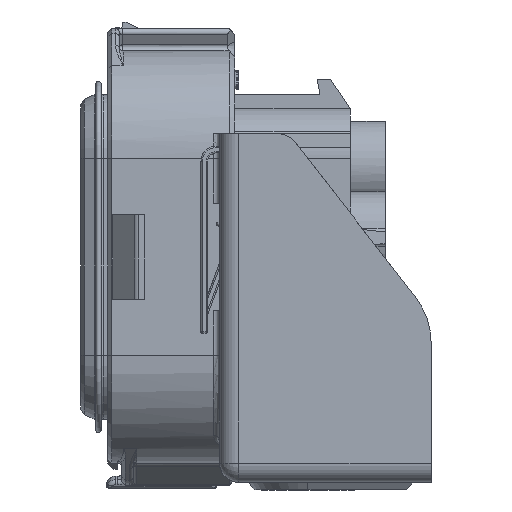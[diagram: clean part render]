
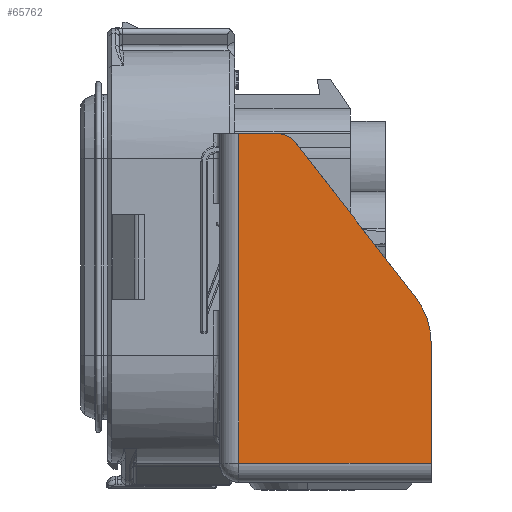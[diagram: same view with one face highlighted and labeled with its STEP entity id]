
A CAD part, left-side view. The second image highlights one B-rep face of the part: STEP entity #65762.
In plain terms, the highlighted planar face has unit normal (-1, 0, 0).
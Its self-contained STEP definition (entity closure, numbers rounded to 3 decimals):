
#9812=DIRECTION('',(0.,0.,1.));
#9813=VECTOR('',#9812,15.5);
#9814=CARTESIAN_POINT('',(-81.5,-36.,-26.75));
#9815=LINE('',#9814,#9813);
#19427=DIRECTION('',(0.,1.,0.));
#19428=VECTOR('',#19427,5.);
#19429=CARTESIAN_POINT('',(-81.5,-16.,16.));
#19430=LINE('',#19429,#19428);
#19440=DIRECTION('',(0.,0.,1.));
#19441=VECTOR('',#19440,42.75);
#19442=CARTESIAN_POINT('',(-81.5,-11.,-26.75));
#19443=LINE('',#19442,#19441);
#19444=CARTESIAN_POINT('',(-81.5,-16.,13.));
#19445=DIRECTION('',(1.,0.,0.));
#19446=DIRECTION('',(0.,0.,1.));
#19447=AXIS2_PLACEMENT_3D('',#19444,#19445,#19446);
#19449=DIRECTION('',(0.,-0.614,-0.789));
#19450=VECTOR('',#19449,25.28);
#19451=CARTESIAN_POINT('',(-81.5,-18.368,14.842));
#19452=LINE('',#19451,#19450);
#19453=CARTESIAN_POINT('',(-81.5,-26.,-11.25));
#19454=DIRECTION('',(1.,0.,0.));
#19455=DIRECTION('',(0.,-0.789,0.614));
#19456=AXIS2_PLACEMENT_3D('',#19453,#19454,#19455);
#19458=DIRECTION('',(0.,-1.,0.));
#19459=VECTOR('',#19458,25.);
#19460=CARTESIAN_POINT('',(-81.5,-11.,-26.75));
#19461=LINE('',#19460,#19459);
#31469=CARTESIAN_POINT('',(-81.5,-18.368,14.842));
#31470=CARTESIAN_POINT('',(-81.5,-33.892,-5.109));
#31471=VERTEX_POINT('',#31469);
#31472=VERTEX_POINT('',#31470);
#31473=CARTESIAN_POINT('',(-81.5,-16.,16.));
#31474=VERTEX_POINT('',#31473);
#31475=CARTESIAN_POINT('',(-81.5,-36.,-11.25));
#31476=VERTEX_POINT('',#31475);
#31485=CARTESIAN_POINT('',(-81.5,-36.,-26.75));
#31487=VERTEX_POINT('',#31485);
#31492=CARTESIAN_POINT('',(-81.5,-11.,16.));
#31494=VERTEX_POINT('',#31492);
#31495=CARTESIAN_POINT('',(-81.5,-11.,-26.75));
#31496=VERTEX_POINT('',#31495);
#65745=CARTESIAN_POINT('',(-81.5,-36.,-29.25));
#65746=DIRECTION('',(1.,0.,0.));
#65747=DIRECTION('',(0.,0.,1.));
#65748=AXIS2_PLACEMENT_3D('',#65745,#65746,#65747);
#65749=PLANE('',#65748);
#65751=ORIENTED_EDGE('',*,*,#65750,.T.);
#65752=ORIENTED_EDGE('',*,*,#65735,.F.);
#65753=ORIENTED_EDGE('',*,*,#65724,.T.);
#65754=ORIENTED_EDGE('',*,*,#65710,.T.);
#65756=ORIENTED_EDGE('',*,*,#65755,.T.);
#65757=ORIENTED_EDGE('',*,*,#49779,.F.);
#65759=ORIENTED_EDGE('',*,*,#65758,.F.);
#65760=EDGE_LOOP('',(#65751,#65752,#65753,#65754,#65756,#65757,#65759));
#65761=FACE_OUTER_BOUND('',#65760,.F.);
#65762=ADVANCED_FACE('',(#65761),#65749,.F.);
#19448=CIRCLE('',#19447,3.);
#19457=CIRCLE('',#19456,10.);
#49779=EDGE_CURVE('',#31487,#31476,#9815,.T.);
#65710=EDGE_CURVE('',#31471,#31472,#19452,.T.);
#65724=EDGE_CURVE('',#31474,#31471,#19448,.T.);
#65735=EDGE_CURVE('',#31474,#31494,#19430,.T.);
#65750=EDGE_CURVE('',#31496,#31494,#19443,.T.);
#65755=EDGE_CURVE('',#31472,#31476,#19457,.T.);
#65758=EDGE_CURVE('',#31496,#31487,#19461,.T.);
